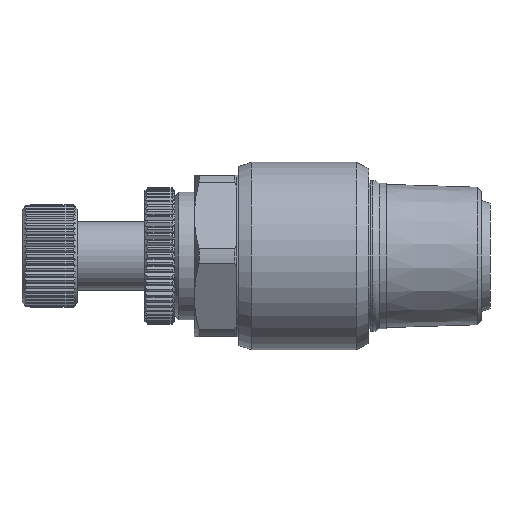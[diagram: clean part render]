
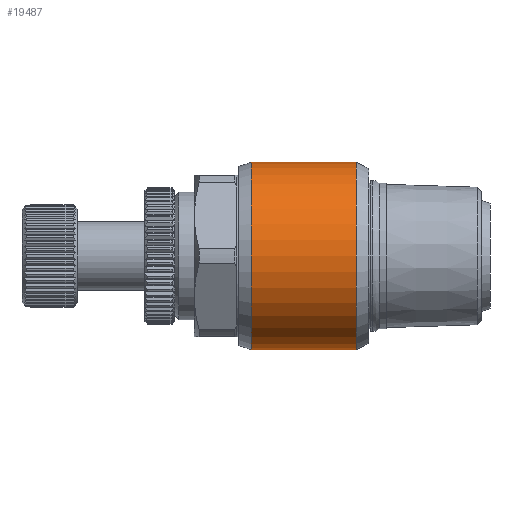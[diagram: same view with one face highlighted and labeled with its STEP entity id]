
A CAD part, left-side view. The second image highlights one B-rep face of the part: STEP entity #19487.
In plain terms, the highlighted cylindrical face has radius 11 mm (diameter 22 mm), a partial arc.
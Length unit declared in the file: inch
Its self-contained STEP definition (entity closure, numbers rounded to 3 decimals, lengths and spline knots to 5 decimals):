
#1131 = FACE_OUTER_BOUND ( 'NONE', #17820, .T. ) ;
#2469 = CARTESIAN_POINT ( 'NONE',  ( 0., 1.10236, 0. ) ) ;
#2777 = DIRECTION ( 'NONE',  ( 0., 0., 1. ) ) ;
#4054 = CYLINDRICAL_SURFACE ( 'NONE', #7334, 0.43307 ) ;
#4534 = DIRECTION ( 'NONE',  ( 0., 0., 1. ) ) ;
#4992 = ORIENTED_EDGE ( 'NONE', *, *, #15718, .T. ) ;
#6366 = EDGE_CURVE ( 'NONE', #23566, #13061, #9430, .T. ) ;
#6738 = CARTESIAN_POINT ( 'NONE',  ( 0., 1.10236, -0.43307 ) ) ;
#7298 = CIRCLE ( 'NONE', #8846, 0.43307 ) ;
#7334 = AXIS2_PLACEMENT_3D ( 'NONE', #15034, #19357, #2777 ) ;
#7906 = LINE ( 'NONE', #12274, #18363 ) ;
#8106 = DIRECTION ( 'NONE',  ( 0., 1., 0. ) ) ;
#8776 = VECTOR ( 'NONE', #16076, 39.37008 ) ;
#8846 = AXIS2_PLACEMENT_3D ( 'NONE', #20626, #8106, #22742 ) ;
#9430 = LINE ( 'NONE', #18268, #8776 ) ;
#9656 = CARTESIAN_POINT ( 'NONE',  ( 0., 0.61811, 0.43307 ) ) ;
#12274 = CARTESIAN_POINT ( 'NONE',  ( 0., 0.86024, 0.43307 ) ) ;
#13061 = VERTEX_POINT ( 'NONE', #6738 ) ;
#13631 = CARTESIAN_POINT ( 'NONE',  ( 0., 0.61811, -0.43307 ) ) ;
#14337 = DIRECTION ( 'NONE',  ( 0., 1., 0. ) ) ;
#14648 = AXIS2_PLACEMENT_3D ( 'NONE', #2469, #17018, #4534 ) ;
#15034 = CARTESIAN_POINT ( 'NONE',  ( 0., 0.86024, 0. ) ) ;
#15570 = EDGE_CURVE ( 'NONE', #19674, #21333, #7906, .T. ) ;
#15718 = EDGE_CURVE ( 'NONE', #21333, #13061, #23890, .T. ) ;
#16076 = DIRECTION ( 'NONE',  ( 0., 1., 0. ) ) ;
#17018 = DIRECTION ( 'NONE',  ( 0., -1., 0. ) ) ;
#17816 = EDGE_CURVE ( 'NONE', #23566, #19674, #7298, .T. ) ;
#17820 = EDGE_LOOP ( 'NONE', ( #23950, #18662, #19183, #4992 ) ) ;
#18268 = CARTESIAN_POINT ( 'NONE',  ( 0., 0.86024, -0.43307 ) ) ;
#18363 = VECTOR ( 'NONE', #14337, 39.37008 ) ;
#18662 = ORIENTED_EDGE ( 'NONE', *, *, #17816, .T. ) ;
#19183 = ORIENTED_EDGE ( 'NONE', *, *, #15570, .T. ) ;
#19357 = DIRECTION ( 'NONE',  ( 0., 1., 0. ) ) ;
#19487 = ADVANCED_FACE ( 'NONE', ( #1131 ), #4054, .T. ) ;
#19674 = VERTEX_POINT ( 'NONE', #9656 ) ;
#20626 = CARTESIAN_POINT ( 'NONE',  ( 0., 0.61811, 0. ) ) ;
#21333 = VERTEX_POINT ( 'NONE', #26369 ) ;
#22742 = DIRECTION ( 'NONE',  ( 0., 0., 1. ) ) ;
#23566 = VERTEX_POINT ( 'NONE', #13631 ) ;
#23890 = CIRCLE ( 'NONE', #14648, 0.43307 ) ;
#23950 = ORIENTED_EDGE ( 'NONE', *, *, #6366, .F. ) ;
#26369 = CARTESIAN_POINT ( 'NONE',  ( 0., 1.10236, 0.43307 ) ) ;
